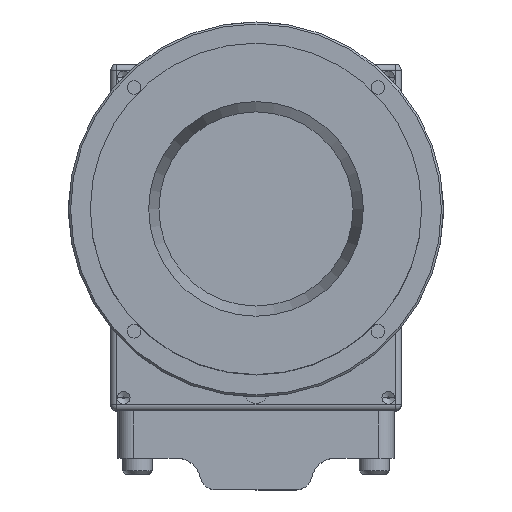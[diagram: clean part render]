
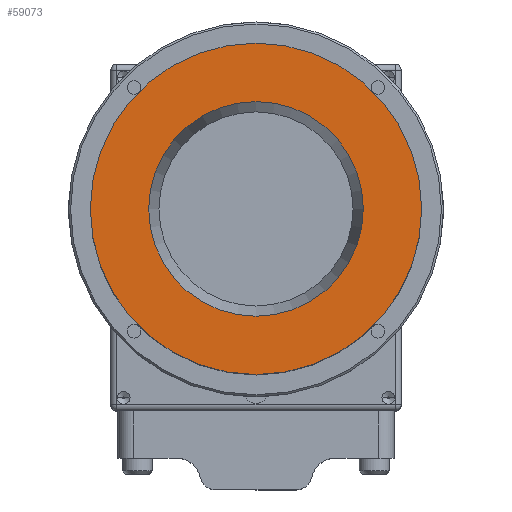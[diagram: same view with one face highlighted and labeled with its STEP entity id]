
A CAD part, top view. The second image highlights one B-rep face of the part: STEP entity #59073.
In plain terms, the highlighted planar face has unit normal (0, 0, 1).
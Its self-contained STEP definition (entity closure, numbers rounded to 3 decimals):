
#1658 = FACE_OUTER_BOUND ( 'NONE', #68612, .T. ) ;
#2616 = CIRCLE ( 'NONE', #62447, 21. ) ;
#3925 = EDGE_CURVE ( 'NONE', #6274, #6274, #2616, .T. ) ;
#6274 = VERTEX_POINT ( 'NONE', #31130 ) ;
#8057 = DIRECTION ( 'NONE',  ( 0., 0., 1. ) ) ;
#9377 = EDGE_LOOP ( 'NONE', ( #61159 ) ) ;
#9488 = VERTEX_POINT ( 'NONE', #22101 ) ;
#9786 = DIRECTION ( 'NONE',  ( 0., -1., 0. ) ) ;
#19077 = CARTESIAN_POINT ( 'NONE',  ( 0., 0., 54.877 ) ) ;
#20538 = AXIS2_PLACEMENT_3D ( 'NONE', #26516, #58174, #9786 ) ;
#22101 = CARTESIAN_POINT ( 'NONE',  ( 0., 13.603, 54.877 ) ) ;
#26516 = CARTESIAN_POINT ( 'NONE',  ( 0., 0., 54.877 ) ) ;
#30244 = CIRCLE ( 'NONE', #65270, 13.603 ) ;
#31130 = CARTESIAN_POINT ( 'NONE',  ( 0., 21., 54.877 ) ) ;
#33241 = ORIENTED_EDGE ( 'NONE', *, *, #3925, .T. ) ;
#38834 = DIRECTION ( 'NONE',  ( 0., 1., 0. ) ) ;
#39899 = PLANE ( 'NONE',  #20538 ) ;
#43385 = EDGE_CURVE ( 'NONE', #9488, #9488, #30244, .T. ) ;
#52090 = FACE_BOUND ( 'NONE', #9377, .T. ) ;
#56873 = DIRECTION ( 'NONE',  ( 0., 1., 0. ) ) ;
#58174 = DIRECTION ( 'NONE',  ( 0., 0., -1. ) ) ;
#59073 = ADVANCED_FACE ( 'NONE', ( #52090, #1658 ), #39899, .F. ) ;
#61159 = ORIENTED_EDGE ( 'NONE', *, *, #43385, .T. ) ;
#62447 = AXIS2_PLACEMENT_3D ( 'NONE', #19077, #8057, #56873 ) ;
#65270 = AXIS2_PLACEMENT_3D ( 'NONE', #71329, #76632, #38834 ) ;
#68612 = EDGE_LOOP ( 'NONE', ( #33241 ) ) ;
#71329 = CARTESIAN_POINT ( 'NONE',  ( 0., 0., 54.877 ) ) ;
#76632 = DIRECTION ( 'NONE',  ( 0., 0., -1. ) ) ;
